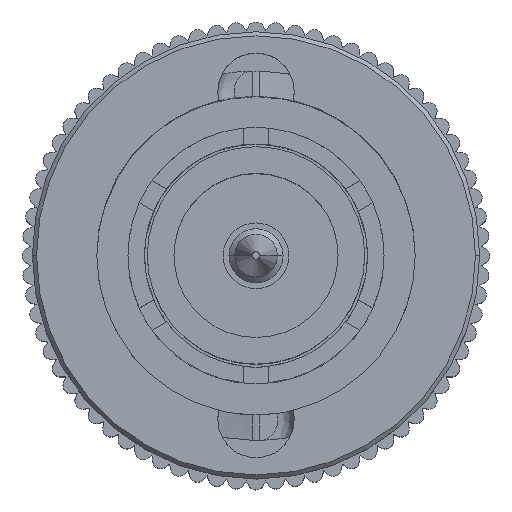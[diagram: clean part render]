
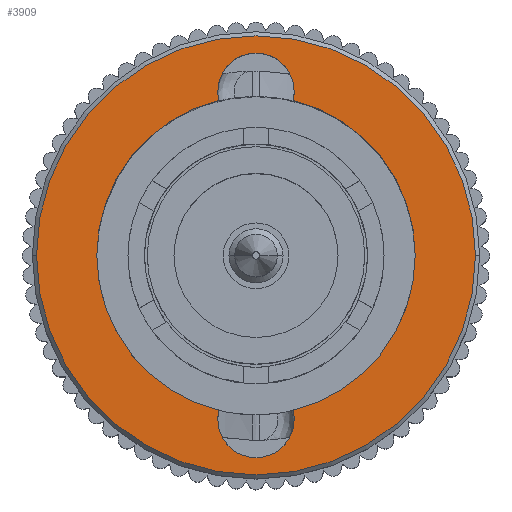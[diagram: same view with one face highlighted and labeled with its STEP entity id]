
A CAD part, top view. The second image highlights one B-rep face of the part: STEP entity #3909.
In plain terms, the highlighted planar face has unit normal (0, 0, 1).
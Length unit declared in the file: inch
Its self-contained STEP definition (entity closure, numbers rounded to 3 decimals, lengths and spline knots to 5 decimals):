
#152 = AXIS2_PLACEMENT_3D ( 'NONE', #12392, #10276, #5664 ) ;
#200 = CARTESIAN_POINT ( 'NONE',  ( 0., 0., 0. ) ) ;
#846 = DIRECTION ( 'NONE',  ( 0., 0., 1. ) ) ;
#962 = AXIS2_PLACEMENT_3D ( 'NONE', #4772, #12682, #3524 ) ;
#1019 = EDGE_CURVE ( 'NONE', #8090, #2560, #9942, .T. ) ;
#1028 = AXIS2_PLACEMENT_3D ( 'NONE', #2159, #8836, #3109 ) ;
#1281 = CIRCLE ( 'NONE', #10822, 0.0465 ) ;
#1321 = AXIS2_PLACEMENT_3D ( 'NONE', #4499, #5936, #8556 ) ;
#1379 = DIRECTION ( 'NONE',  ( -1., 0., 0. ) ) ;
#1459 = VERTEX_POINT ( 'NONE', #10097 ) ;
#1680 = VERTEX_POINT ( 'NONE', #6205 ) ;
#2159 = CARTESIAN_POINT ( 'NONE',  ( 0., 0., 0. ) ) ;
#2500 = DIRECTION ( 'NONE',  ( 1., 0., 0. ) ) ;
#2520 = EDGE_CURVE ( 'NONE', #12092, #4074, #4332, .T. ) ;
#2545 = CIRCLE ( 'NONE', #1028, 0.194 ) ;
#2560 = VERTEX_POINT ( 'NONE', #10496 ) ;
#2753 = CARTESIAN_POINT ( 'NONE',  ( 0., -0.2, 0. ) ) ;
#2812 = EDGE_CURVE ( 'NONE', #4009, #3241, #2545, .T. ) ;
#2863 = CIRCLE ( 'NONE', #152, 0.0465 ) ;
#3109 = DIRECTION ( 'NONE',  ( 1., 0., 0. ) ) ;
#3195 = EDGE_CURVE ( 'NONE', #4074, #4009, #1281, .T. ) ;
#3241 = VERTEX_POINT ( 'NONE', #3851 ) ;
#3524 = DIRECTION ( 'NONE',  ( 1., 0., 0. ) ) ;
#3726 = DIRECTION ( 'NONE',  ( 0., 0., 1. ) ) ;
#3851 = CARTESIAN_POINT ( 'NONE',  ( 0.194, 0., 0. ) ) ;
#3909 = ADVANCED_FACE ( 'NONE', ( #11524, #8523 ), #9247, .T. ) ;
#4009 = VERTEX_POINT ( 'NONE', #14526 ) ;
#4074 = VERTEX_POINT ( 'NONE', #6999 ) ;
#4306 = CARTESIAN_POINT ( 'NONE',  ( 0.2675, 0., 0. ) ) ;
#4332 = CIRCLE ( 'NONE', #8901, 0.0465 ) ;
#4335 = DIRECTION ( 'NONE',  ( -1., 0., 0. ) ) ;
#4350 = CIRCLE ( 'NONE', #5957, 0.0465 ) ;
#4493 = DIRECTION ( 'NONE',  ( 0., 0., 1. ) ) ;
#4499 = CARTESIAN_POINT ( 'NONE',  ( 0.2725, 0., 0. ) ) ;
#4709 = EDGE_CURVE ( 'NONE', #9513, #1459, #5308, .T. ) ;
#4772 = CARTESIAN_POINT ( 'NONE',  ( 0., 0., 0. ) ) ;
#4873 = ORIENTED_EDGE ( 'NONE', *, *, #12242, .F. ) ;
#4882 = DIRECTION ( 'NONE',  ( 0., 0., 1. ) ) ;
#5057 = CARTESIAN_POINT ( 'NONE',  ( -0.0451, 0.18868, 0. ) ) ;
#5308 = CIRCLE ( 'NONE', #12353, 0.194 ) ;
#5431 = CIRCLE ( 'NONE', #8247, 0.194 ) ;
#5464 = CARTESIAN_POINT ( 'NONE',  ( 0., 0.2, 0. ) ) ;
#5504 = ORIENTED_EDGE ( 'NONE', *, *, #3195, .F. ) ;
#5646 = VERTEX_POINT ( 'NONE', #14292 ) ;
#5664 = DIRECTION ( 'NONE',  ( 1., 0., 0. ) ) ;
#5705 = CARTESIAN_POINT ( 'NONE',  ( 0., 0., 0. ) ) ;
#5793 = DIRECTION ( 'NONE',  ( 0., 0., 1. ) ) ;
#5901 = VERTEX_POINT ( 'NONE', #10417 ) ;
#5936 = DIRECTION ( 'NONE',  ( 0., 0., 1. ) ) ;
#5957 = AXIS2_PLACEMENT_3D ( 'NONE', #12226, #846, #4335 ) ;
#5982 = ORIENTED_EDGE ( 'NONE', *, *, #9000, .F. ) ;
#6073 = ORIENTED_EDGE ( 'NONE', *, *, #8976, .F. ) ;
#6205 = CARTESIAN_POINT ( 'NONE',  ( -0.0465, 0.2, 0. ) ) ;
#6639 = ORIENTED_EDGE ( 'NONE', *, *, #2812, .F. ) ;
#6806 = EDGE_CURVE ( 'NONE', #1680, #9513, #10022, .T. ) ;
#6999 = CARTESIAN_POINT ( 'NONE',  ( 0.0465, -0.2, 0. ) ) ;
#7108 = CARTESIAN_POINT ( 'NONE',  ( 0., 0., 0. ) ) ;
#7402 = DIRECTION ( 'NONE',  ( 0., 0., 1. ) ) ;
#7586 = ORIENTED_EDGE ( 'NONE', *, *, #2520, .F. ) ;
#7735 = CIRCLE ( 'NONE', #13322, 0.2675 ) ;
#7830 = EDGE_CURVE ( 'NONE', #5646, #12092, #2863, .T. ) ;
#8068 = CARTESIAN_POINT ( 'NONE',  ( 0., 0., 0. ) ) ;
#8090 = VERTEX_POINT ( 'NONE', #4306 ) ;
#8147 = DIRECTION ( 'NONE',  ( 0., 0., 1. ) ) ;
#8247 = AXIS2_PLACEMENT_3D ( 'NONE', #5705, #4493, #8973 ) ;
#8292 = AXIS2_PLACEMENT_3D ( 'NONE', #200, #8147, #2500 ) ;
#8304 = AXIS2_PLACEMENT_3D ( 'NONE', #12827, #3726, #1379 ) ;
#8523 = FACE_BOUND ( 'NONE', #8619, .T. ) ;
#8556 = DIRECTION ( 'NONE',  ( 1., 0., 0. ) ) ;
#8619 = EDGE_LOOP ( 'NONE', ( #13024, #12939, #5982, #6073, #11634, #6639, #5504, #7586, #13063, #4873 ) ) ;
#8768 = DIRECTION ( 'NONE',  ( 0., 0., 1. ) ) ;
#8836 = DIRECTION ( 'NONE',  ( 0., 0., 1. ) ) ;
#8901 = AXIS2_PLACEMENT_3D ( 'NONE', #12571, #5793, #10691 ) ;
#8973 = DIRECTION ( 'NONE',  ( 1., 0., 0. ) ) ;
#8976 = EDGE_CURVE ( 'NONE', #11092, #5901, #4350, .T. ) ;
#9000 = EDGE_CURVE ( 'NONE', #5901, #1680, #11419, .T. ) ;
#9247 = PLANE ( 'NONE',  #1321 ) ;
#9513 = VERTEX_POINT ( 'NONE', #5057 ) ;
#9521 = DIRECTION ( 'NONE',  ( 1., 0., 0. ) ) ;
#9743 = AXIS2_PLACEMENT_3D ( 'NONE', #5464, #8768, #13389 ) ;
#9942 = CIRCLE ( 'NONE', #8292, 0.2675 ) ;
#10022 = CIRCLE ( 'NONE', #8304, 0.0465 ) ;
#10097 = CARTESIAN_POINT ( 'NONE',  ( -0.194, 0., 0. ) ) ;
#10276 = DIRECTION ( 'NONE',  ( 0., 0., 1. ) ) ;
#10417 = CARTESIAN_POINT ( 'NONE',  ( 0.0465, 0.2, 0. ) ) ;
#10496 = CARTESIAN_POINT ( 'NONE',  ( -0.2675, 0., 0. ) ) ;
#10634 = EDGE_CURVE ( 'NONE', #3241, #11092, #5431, .T. ) ;
#10691 = DIRECTION ( 'NONE',  ( 1., 0., 0. ) ) ;
#10822 = AXIS2_PLACEMENT_3D ( 'NONE', #2753, #7402, #11839 ) ;
#11092 = VERTEX_POINT ( 'NONE', #13400 ) ;
#11418 = EDGE_LOOP ( 'NONE', ( #12078, #13208 ) ) ;
#11419 = CIRCLE ( 'NONE', #9743, 0.0465 ) ;
#11424 = DIRECTION ( 'NONE',  ( 1., 0., 0. ) ) ;
#11516 = DIRECTION ( 'NONE',  ( 0., 0., 1. ) ) ;
#11524 = FACE_OUTER_BOUND ( 'NONE', #11418, .T. ) ;
#11634 = ORIENTED_EDGE ( 'NONE', *, *, #10634, .F. ) ;
#11839 = DIRECTION ( 'NONE',  ( 1., 0., 0. ) ) ;
#12078 = ORIENTED_EDGE ( 'NONE', *, *, #13018, .T. ) ;
#12092 = VERTEX_POINT ( 'NONE', #13753 ) ;
#12226 = CARTESIAN_POINT ( 'NONE',  ( 0., 0.2, 0. ) ) ;
#12242 = EDGE_CURVE ( 'NONE', #1459, #5646, #13613, .T. ) ;
#12353 = AXIS2_PLACEMENT_3D ( 'NONE', #8068, #11516, #11424 ) ;
#12392 = CARTESIAN_POINT ( 'NONE',  ( 0., -0.2, 0. ) ) ;
#12571 = CARTESIAN_POINT ( 'NONE',  ( 0., -0.2, 0. ) ) ;
#12682 = DIRECTION ( 'NONE',  ( 0., 0., 1. ) ) ;
#12827 = CARTESIAN_POINT ( 'NONE',  ( 0., 0.2, 0. ) ) ;
#12939 = ORIENTED_EDGE ( 'NONE', *, *, #6806, .F. ) ;
#13018 = EDGE_CURVE ( 'NONE', #2560, #8090, #7735, .T. ) ;
#13024 = ORIENTED_EDGE ( 'NONE', *, *, #4709, .F. ) ;
#13063 = ORIENTED_EDGE ( 'NONE', *, *, #7830, .F. ) ;
#13208 = ORIENTED_EDGE ( 'NONE', *, *, #1019, .T. ) ;
#13322 = AXIS2_PLACEMENT_3D ( 'NONE', #7108, #4882, #9521 ) ;
#13389 = DIRECTION ( 'NONE',  ( -1., 0., 0. ) ) ;
#13400 = CARTESIAN_POINT ( 'NONE',  ( 0.0451, 0.18868, 0. ) ) ;
#13613 = CIRCLE ( 'NONE', #962, 0.194 ) ;
#13753 = CARTESIAN_POINT ( 'NONE',  ( -0.0465, -0.2, 0. ) ) ;
#14292 = CARTESIAN_POINT ( 'NONE',  ( -0.0451, -0.18868, 0. ) ) ;
#14526 = CARTESIAN_POINT ( 'NONE',  ( 0.0451, -0.18868, 0. ) ) ;
